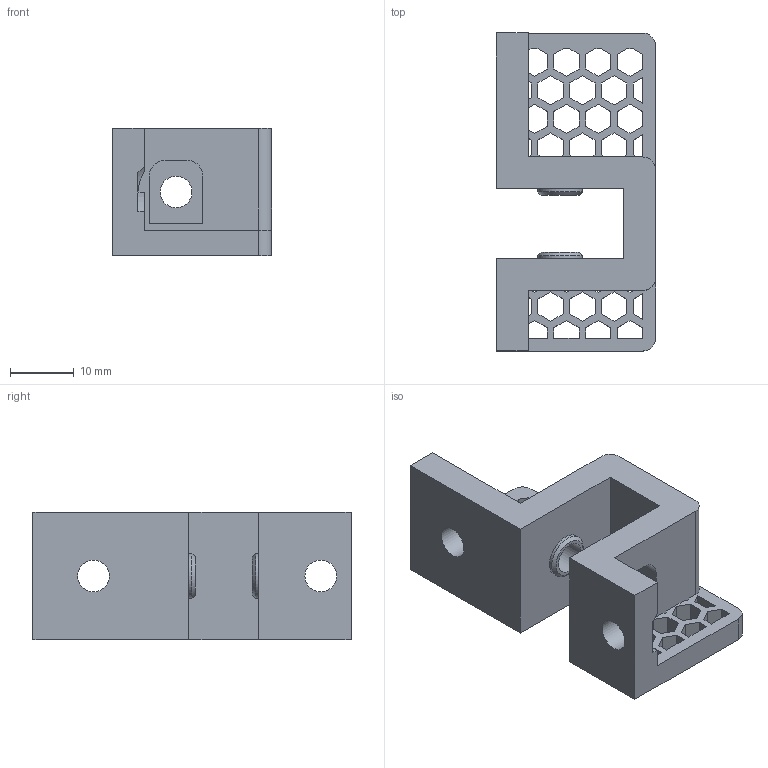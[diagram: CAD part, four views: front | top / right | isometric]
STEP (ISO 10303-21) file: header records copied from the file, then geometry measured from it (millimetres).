
FILE_DESCRIPTION(/* description */ (''),/* implementation_level */ '2;1');
FILE_NAME(/* name */ 'Panda Cube Belt Front new gantry v4 v4.step',/* time_stamp */ '2024-09-04T17:09:37+02:00',/* author */ (''),/* organization */ (''),/* preprocessor_version */ 'ST-DEVELOPER v20',/* originating_system */ 'Autodesk Translation Framework v13.14.0.145',/* authorisation */ '');
FILE_SCHEMA (('AUTOMOTIVE_DESIGN { 1 0 10303 214 3 1 1 }'));
Length unit declared in the file: millimetre
Products named in the file (1): Panda Cube Belt Front new gantry v4
Bounding box: 25 x 50 x 20 mm (x, y, z)
Volume: 9410.4 mm3; surface area: 6924.2 mm2
Topology: 1 solids, 1 shells, 199 faces, 614 edges, 408 vertices
Faces by surface type: plane 179, cylinder 16, cone 4
Full cylindrical faces by diameter (mm): 5 x4, 7 x3, 10 x1
Entity records: 6906 total; most frequent: ORIENTED_EDGE 1228, CARTESIAN_POINT 1227, DIRECTION 1050, EDGE_CURVE 614, LINE 574, VECTOR 574, VERTEX_POINT 408, EDGE_LOOP 260
